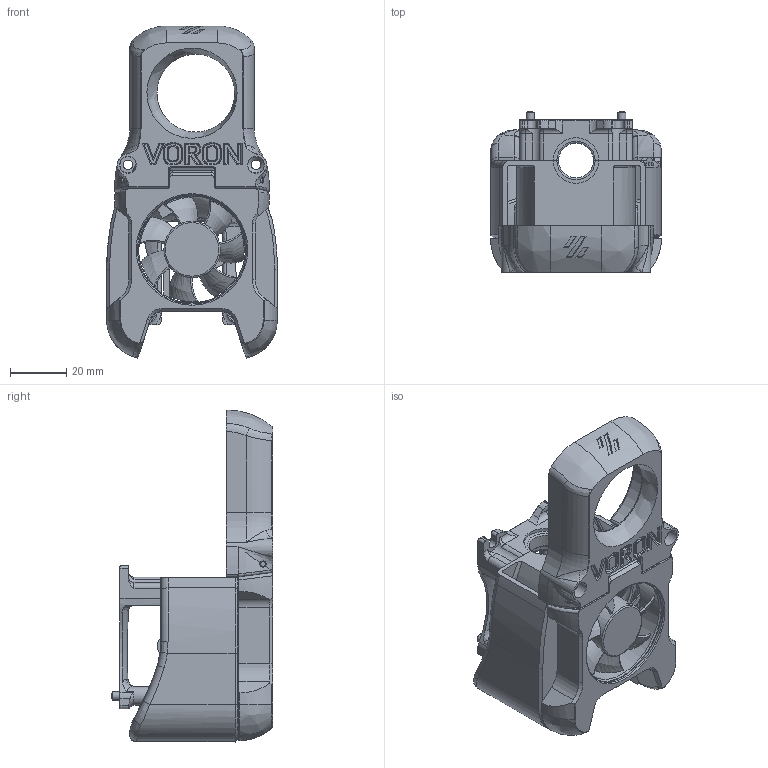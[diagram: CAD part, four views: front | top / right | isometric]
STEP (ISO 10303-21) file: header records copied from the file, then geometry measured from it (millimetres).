
FILE_DESCRIPTION(/* description */ (''),/* implementation_level */ '2;1');
FILE_NAME(/* name */ 'magnet-fan-cover.step',/* time_stamp */ '2021-01-16T18:43:19-08:00',/* author */ (''),/* organization */ (''),/* preprocessor_version */ 'ST-DEVELOPER v18.1',/* originating_system */ 'Autodesk Translation Framework v9.7.1.1290',/* authorisation */ '');
FILE_SCHEMA (('AUTOMOTIVE_DESIGN { 1 0 10303 214 3 1 1 }'));
Length unit declared in the file: millimetre
Products named in the file (11): V2.4 magnetic hotend fan cover; Front Cover (1); 40x40x10 DC Fan v2 (1); Toolhead Cartridge E3D V6; M3x16 SHCS (2); M3x40 SHCS (2); M3 Threaded Insert (1); Blower casing (1); 1.75mm Filament Hinge; M3x8 SHCS; 3x6mm Magnet
Assembly tree (17 placements, depth 3):
  V2.4 magnetic hotend fan cover
    Front Cover (1)
      40x40x10 DC Fan v2 (1)
    Toolhead Cartridge E3D V6
      M3x16 SHCS (2)  x2
      M3x40 SHCS (2)  x2
      M3 Threaded Insert (1)  x4
    Blower casing (1)
    1.75mm Filament Hinge
    M3x8 SHCS  x2
    3x6mm Magnet  x2
Bounding box: 60.58 x 57.2 x 117.9 mm (x, y, z)
Volume: 70263.7 mm3; surface area: 53285.9 mm2
Topology: 18 solids, 18 shells, 1543 faces, 3969 edges, 2511 vertices
Faces by surface type: bspline 519, plane 445, cylinder 380, cone 113, torus 78, sphere 8
Full cylindrical faces by diameter (mm): 1.75 x1, 2.2 x3, 2.9 x6, 3 x6, 3.4 x2, 3.45 x4, 3.5 x6, 4.2 x4, 4.25 x4, 4.6 x4, 4.8 x4, 5.4 x3, 5.5 x6, 6 x8, 8 x2, 18.8 x1, 19.2 x1, 20 x1, 38 x1, 38.8 x1
Entity records: 47651 total; most frequent: CARTESIAN_POINT 21919, ORIENTED_EDGE 5702, DIRECTION 4642, EDGE_CURVE 2851, VERTEX_POINT 1784, AXIS2_PLACEMENT_3D 1746, EDGE_LOOP 1213, LINE 1150
